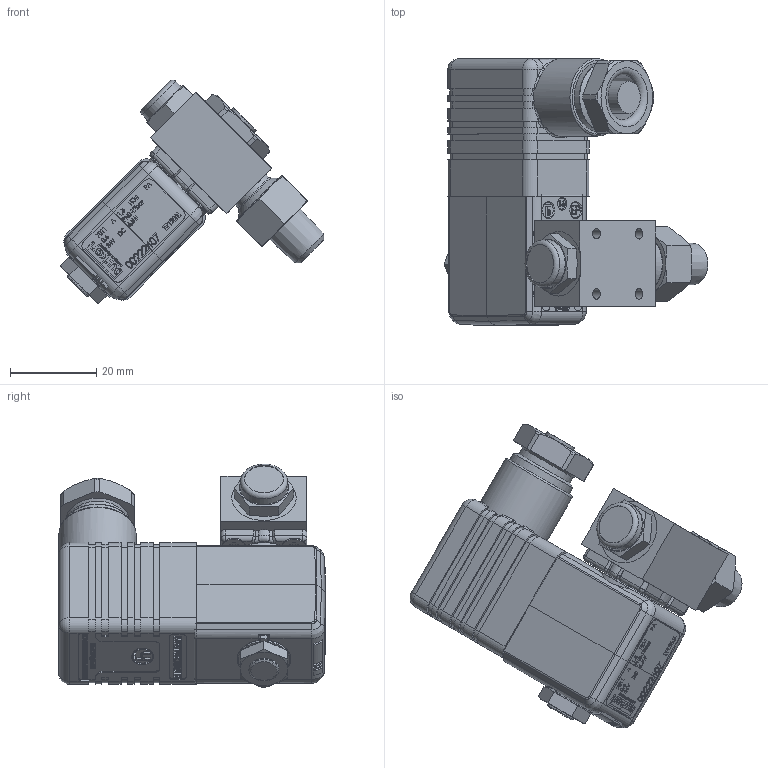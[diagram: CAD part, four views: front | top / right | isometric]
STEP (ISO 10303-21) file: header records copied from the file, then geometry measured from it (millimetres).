
FILE_DESCRIPTION(/* description */ ('HiScroll 18 Zeichnung'),/* implementation_level */ '2;1');
FILE_NAME(/* name */ 'Auto_GB.stp',/* time_stamp */ '2023-06-16T12:36:24+02:00',/* author */ ('SCHAEFER'),/* organization */ (''),/* preprocessor_version */ 'ST-DEVELOPER v18.1',/* originating_system */ 'Autodesk Inventor 2021',/* authorisation */ '');
FILE_SCHEMA (('CONFIG_CONTROL_DESIGN'));
Products named in the file (10): PD 100 082 AZ; PD 100 135; 103764; 103765; 103766; PD 100 136; PD 100 136_1; PD 100 136_2; P 0105 680_1; PD100033.ipt
Assembly tree (9 placements, depth 3):
  PD 100 082 AZ
    PD 100 135
      103764
      103765
      103766
    PD 100 136
      PD 100 136_1
      PD 100 136_2
    P 0105 680_1
    PD100033.ipt
Bounding box: 61.26 x 61.96 x 52.01 mm (x, y, z)
Volume: 50831.8 mm3; surface area: 23598.7 mm2
Topology: 119 solids, 120 shells, 4146 faces, 10645 edges, 6886 vertices
Faces by surface type: plane 2359, bspline 802, cylinder 763, cone 114, sphere 60, torus 48
Full cylindrical faces by diameter (mm): 0.343 x1, 0.393 x1, 1.1 x2, 1.3 x2, 1.6 x4, 1.65 x2, 1.7 x1, 2.46 x4, 2.485 x2, 2.5 x2, 2.6 x1, 2.75 x1, 3 x6, 3.88 x1, 3.9 x4, 3.95 x1, 4.1 x2, 5.2 x1, 5.5 x4, 5.6 x1, 6 x1, 6.188 x1, 6.5 x2, 7 x1, 7.1 x1, 7.4 x1, 7.5 x1, 8.57 x2, 9 x1, 9.15 x1
Entity records: 165939 total; most frequent: CARTESIAN_POINT 69148, ORIENTED_EDGE 21202, DIRECTION 17504, EDGE_CURVE 10601, LINE 6970, VECTOR 6970, VERTEX_POINT 6886, AXIS2_PLACEMENT_3D 5267
